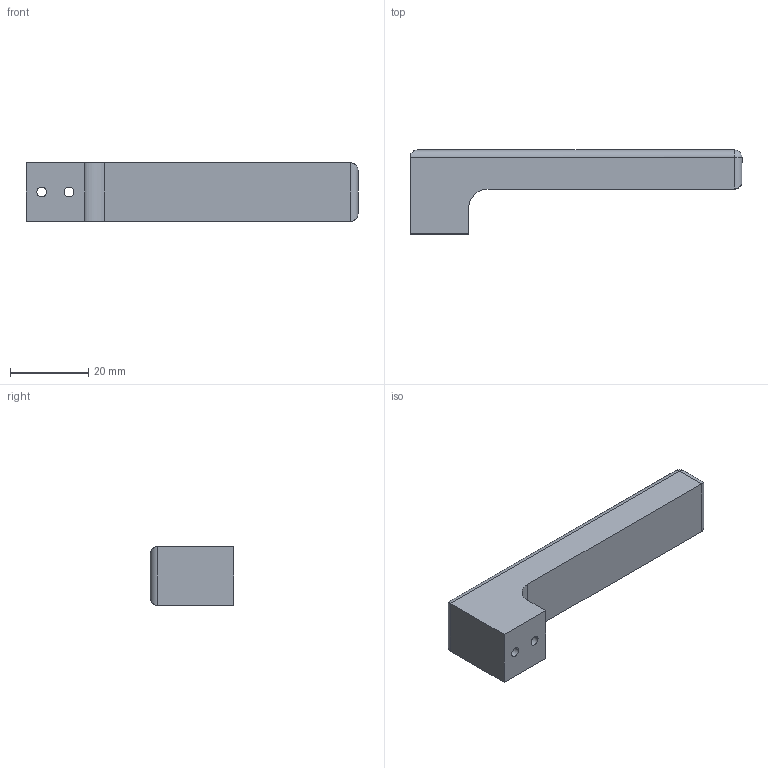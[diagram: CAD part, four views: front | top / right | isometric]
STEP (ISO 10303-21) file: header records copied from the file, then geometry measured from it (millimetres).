
FILE_DESCRIPTION (( 'STEP AP203' ), '1' );
FILE_NAME ('gripper_Default_sldprt.STEP', '2023-02-25T14:01:09', ( '' ), ( '' ), 'SwSTEP 2.0', 'SolidWorks 2022', '' );
FILE_SCHEMA (( 'CONFIG_CONTROL_DESIGN' ));
Length unit declared in the file: millimetre
Products named in the file (1): gripper_Default_sldprt
Bounding box: 85 x 21.5 x 15 mm (x, y, z)
Volume: 15010.9 mm3; surface area: 5331.5 mm2
Topology: 1 solids, 1 shells, 22 faces, 52 edges, 30 vertices
Faces by surface type: cylinder 12, plane 8, sphere 2
Entity records: 695 total; most frequent: CARTESIAN_POINT 115, DIRECTION 108, ORIENTED_EDGE 100, EDGE_CURVE 50, AXIS2_PLACEMENT_3D 39, LINE 30, VERTEX_POINT 30, VECTOR 30
